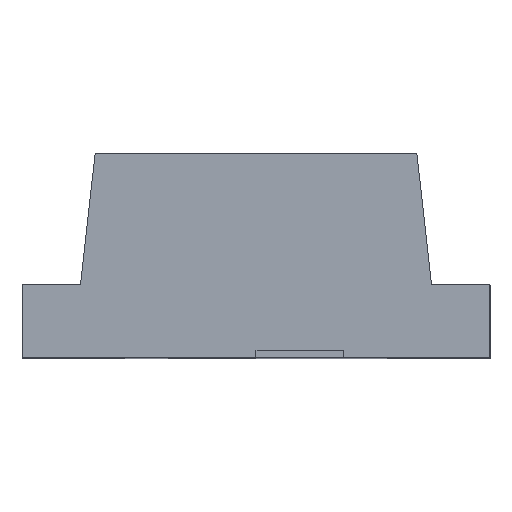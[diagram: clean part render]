
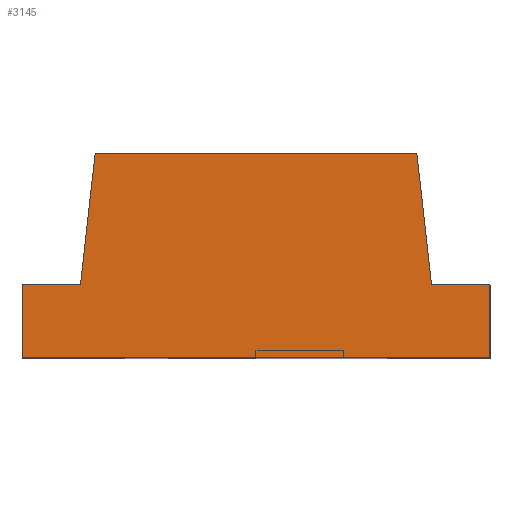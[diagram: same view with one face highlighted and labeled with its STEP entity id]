
A CAD part, top view. The second image highlights one B-rep face of the part: STEP entity #3145.
In plain terms, the highlighted planar face has unit normal (0, 0, 1).
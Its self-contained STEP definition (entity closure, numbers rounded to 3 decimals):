
#44 = VECTOR ( 'NONE', #2620, 1000. ) ;
#72 = LINE ( 'NONE', #115, #333 ) ;
#104 = DIRECTION ( 'NONE',  ( 1., 0., 0. ) ) ;
#115 = CARTESIAN_POINT ( 'NONE',  ( 0.55, 0.7, 0.8 ) ) ;
#145 = ORIENTED_EDGE ( 'NONE', *, *, #3588, .F. ) ;
#159 = DIRECTION ( 'NONE',  ( 1., 0., 0. ) ) ;
#201 = LINE ( 'NONE', #2002, #646 ) ;
#210 = ORIENTED_EDGE ( 'NONE', *, *, #3524, .T. ) ;
#333 = VECTOR ( 'NONE', #2582, 1000. ) ;
#442 = CARTESIAN_POINT ( 'NONE',  ( 0.8, 0.25, 0.8 ) ) ;
#453 = CARTESIAN_POINT ( 'NONE',  ( 0.8, 0.25, 0.8 ) ) ;
#618 = VERTEX_POINT ( 'NONE', #4231 ) ;
#646 = VECTOR ( 'NONE', #1558, 1000. ) ;
#749 = EDGE_CURVE ( 'NONE', #994, #3138, #1849, .T. ) ;
#752 = DIRECTION ( 'NONE',  ( 0., -1., 0. ) ) ;
#776 = VERTEX_POINT ( 'NONE', #3355 ) ;
#994 = VERTEX_POINT ( 'NONE', #1731 ) ;
#999 = CARTESIAN_POINT ( 'NONE',  ( -0.6, 0.25, 0.8 ) ) ;
#1123 = CARTESIAN_POINT ( 'NONE',  ( 0.8, 0., 0.8 ) ) ;
#1138 = LINE ( 'NONE', #4078, #2667 ) ;
#1141 = EDGE_CURVE ( 'NONE', #2358, #4438, #1844, .T. ) ;
#1165 = DIRECTION ( 'NONE',  ( -1., 0., 0. ) ) ;
#1177 = EDGE_CURVE ( 'NONE', #776, #3138, #201, .T. ) ;
#1492 = CARTESIAN_POINT ( 'NONE',  ( -0.8, 0.25, 0.8 ) ) ;
#1515 = FACE_OUTER_BOUND ( 'NONE', #1565, .T. ) ;
#1558 = DIRECTION ( 'NONE',  ( 1., 0., 0. ) ) ;
#1565 = EDGE_LOOP ( 'NONE', ( #1703, #2634, #145, #1647, #4139, #1741, #1859, #210 ) ) ;
#1585 = CARTESIAN_POINT ( 'NONE',  ( 0.55, 0.7, 0.8 ) ) ;
#1647 = ORIENTED_EDGE ( 'NONE', *, *, #4377, .T. ) ;
#1687 = CARTESIAN_POINT ( 'NONE',  ( -0.55, 0.7, 0.8 ) ) ;
#1703 = ORIENTED_EDGE ( 'NONE', *, *, #1177, .T. ) ;
#1731 = CARTESIAN_POINT ( 'NONE',  ( 0.8, 0.25, 0.8 ) ) ;
#1741 = ORIENTED_EDGE ( 'NONE', *, *, #3290, .T. ) ;
#1804 = CARTESIAN_POINT ( 'NONE',  ( -0.8, 0.25, 0.8 ) ) ;
#1844 = LINE ( 'NONE', #453, #2219 ) ;
#1849 = LINE ( 'NONE', #2205, #1884 ) ;
#1859 = ORIENTED_EDGE ( 'NONE', *, *, #1141, .F. ) ;
#1884 = VECTOR ( 'NONE', #752, 1000. ) ;
#2002 = CARTESIAN_POINT ( 'NONE',  ( 0.8, 0., 0.8 ) ) ;
#2205 = CARTESIAN_POINT ( 'NONE',  ( 0.8, 0.25, 0.8 ) ) ;
#2219 = VECTOR ( 'NONE', #104, 1000. ) ;
#2358 = VERTEX_POINT ( 'NONE', #1804 ) ;
#2400 = LINE ( 'NONE', #1687, #3425 ) ;
#2582 = DIRECTION ( 'NONE',  ( -0.11, 0.994, 0. ) ) ;
#2620 = DIRECTION ( 'NONE',  ( 0., -1., 0. ) ) ;
#2634 = ORIENTED_EDGE ( 'NONE', *, *, #749, .F. ) ;
#2667 = VECTOR ( 'NONE', #159, 1000. ) ;
#2699 = DIRECTION ( 'NONE',  ( 0., 0., -1. ) ) ;
#2784 = CARTESIAN_POINT ( 'NONE',  ( -0.55, 0.7, 0.8 ) ) ;
#2860 = AXIS2_PLACEMENT_3D ( 'NONE', #442, #2699, #1165 ) ;
#2963 = EDGE_CURVE ( 'NONE', #3590, #618, #3492, .T. ) ;
#2972 = LINE ( 'NONE', #1492, #44 ) ;
#3035 = VERTEX_POINT ( 'NONE', #3037 ) ;
#3037 = CARTESIAN_POINT ( 'NONE',  ( 0.6, 0.25, 0.8 ) ) ;
#3138 = VERTEX_POINT ( 'NONE', #1123 ) ;
#3145 = ADVANCED_FACE ( 'NONE', ( #1515 ), #4302, .F. ) ;
#3290 = EDGE_CURVE ( 'NONE', #618, #4438, #2400, .T. ) ;
#3355 = CARTESIAN_POINT ( 'NONE',  ( -0.8, 0., 0.8 ) ) ;
#3425 = VECTOR ( 'NONE', #4512, 1000. ) ;
#3492 = LINE ( 'NONE', #2784, #3683 ) ;
#3524 = EDGE_CURVE ( 'NONE', #2358, #776, #2972, .T. ) ;
#3588 = EDGE_CURVE ( 'NONE', #3035, #994, #1138, .T. ) ;
#3590 = VERTEX_POINT ( 'NONE', #1585 ) ;
#3683 = VECTOR ( 'NONE', #3823, 1000. ) ;
#3823 = DIRECTION ( 'NONE',  ( -1., 0., 0. ) ) ;
#4078 = CARTESIAN_POINT ( 'NONE',  ( 0.8, 0.25, 0.8 ) ) ;
#4139 = ORIENTED_EDGE ( 'NONE', *, *, #2963, .T. ) ;
#4231 = CARTESIAN_POINT ( 'NONE',  ( -0.55, 0.7, 0.8 ) ) ;
#4302 = PLANE ( 'NONE',  #2860 ) ;
#4377 = EDGE_CURVE ( 'NONE', #3035, #3590, #72, .T. ) ;
#4438 = VERTEX_POINT ( 'NONE', #999 ) ;
#4512 = DIRECTION ( 'NONE',  ( -0.11, -0.994, 0. ) ) ;
